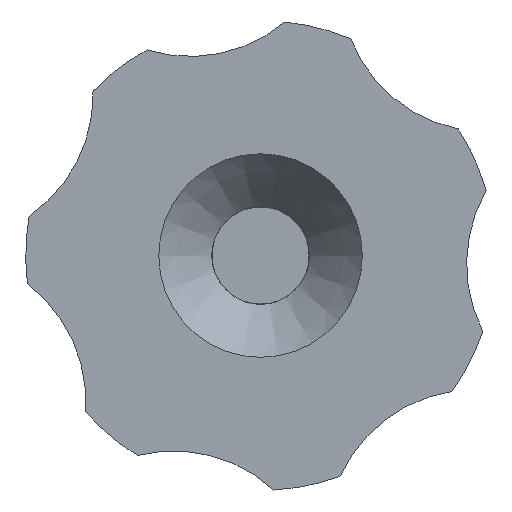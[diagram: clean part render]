
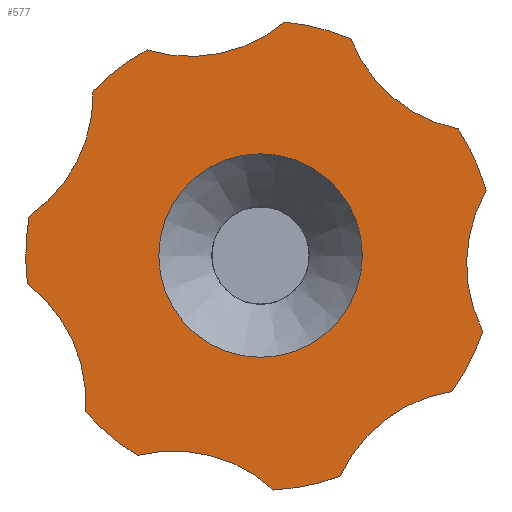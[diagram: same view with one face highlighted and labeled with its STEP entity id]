
A CAD part, front view. The second image highlights one B-rep face of the part: STEP entity #577.
In plain terms, the highlighted planar face has unit normal (0, -1, 0).
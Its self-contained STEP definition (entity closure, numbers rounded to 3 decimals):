
#61=FACE_BOUND('',#161,.T.);
#82=PLANE('',#683);
#120=FACE_OUTER_BOUND('',#160,.T.);
#160=EDGE_LOOP('',(#524,#525,#526,#527,#528,#529,#530,#531,#532,#533,#534,
#535,#536,#537));
#161=EDGE_LOOP('',(#538));
#170=CIRCLE('',#597,6.5);
#210=CIRCLE('',#656,9.391);
#211=CIRCLE('',#658,15.);
#212=CIRCLE('',#660,9.391);
#213=CIRCLE('',#662,15.);
#214=CIRCLE('',#664,9.391);
#215=CIRCLE('',#666,15.);
#216=CIRCLE('',#668,9.391);
#217=CIRCLE('',#670,15.);
#218=CIRCLE('',#672,15.);
#219=CIRCLE('',#674,9.391);
#220=CIRCLE('',#676,15.);
#221=CIRCLE('',#678,9.391);
#222=CIRCLE('',#680,15.);
#223=CIRCLE('',#682,9.391);
#226=VERTEX_POINT('',#882);
#264=VERTEX_POINT('',#1205);
#265=VERTEX_POINT('',#1212);
#266=VERTEX_POINT('',#1221);
#267=VERTEX_POINT('',#1230);
#268=VERTEX_POINT('',#1239);
#269=VERTEX_POINT('',#1248);
#270=VERTEX_POINT('',#1257);
#271=VERTEX_POINT('',#1266);
#272=VERTEX_POINT('',#1275);
#273=VERTEX_POINT('',#1284);
#274=VERTEX_POINT('',#1293);
#275=VERTEX_POINT('',#1302);
#276=VERTEX_POINT('',#1311);
#277=VERTEX_POINT('',#1320);
#281=EDGE_CURVE('',#226,#226,#170,.T.);
#338=EDGE_CURVE('',#265,#264,#210,.T.);
#341=EDGE_CURVE('',#266,#264,#211,.T.);
#343=EDGE_CURVE('',#266,#267,#212,.T.);
#345=EDGE_CURVE('',#268,#267,#213,.T.);
#347=EDGE_CURVE('',#268,#269,#214,.T.);
#349=EDGE_CURVE('',#270,#269,#215,.T.);
#351=EDGE_CURVE('',#270,#271,#216,.T.);
#352=EDGE_CURVE('',#265,#272,#217,.T.);
#355=EDGE_CURVE('',#273,#271,#218,.T.);
#357=EDGE_CURVE('',#273,#274,#219,.T.);
#359=EDGE_CURVE('',#275,#274,#220,.T.);
#361=EDGE_CURVE('',#275,#276,#221,.T.);
#363=EDGE_CURVE('',#277,#276,#222,.T.);
#364=EDGE_CURVE('',#277,#272,#223,.T.);
#524=ORIENTED_EDGE('',*,*,#352,.F.);
#525=ORIENTED_EDGE('',*,*,#338,.T.);
#526=ORIENTED_EDGE('',*,*,#341,.F.);
#527=ORIENTED_EDGE('',*,*,#343,.T.);
#528=ORIENTED_EDGE('',*,*,#345,.F.);
#529=ORIENTED_EDGE('',*,*,#347,.T.);
#530=ORIENTED_EDGE('',*,*,#349,.F.);
#531=ORIENTED_EDGE('',*,*,#351,.T.);
#532=ORIENTED_EDGE('',*,*,#355,.F.);
#533=ORIENTED_EDGE('',*,*,#357,.T.);
#534=ORIENTED_EDGE('',*,*,#359,.F.);
#535=ORIENTED_EDGE('',*,*,#361,.T.);
#536=ORIENTED_EDGE('',*,*,#363,.F.);
#537=ORIENTED_EDGE('',*,*,#364,.T.);
#538=ORIENTED_EDGE('',*,*,#281,.T.);
#577=ADVANCED_FACE('',(#120,#61),#82,.F.);
#597=AXIS2_PLACEMENT_3D('',#883,#697,#698);
#656=AXIS2_PLACEMENT_3D('',#1213,#817,#818);
#658=AXIS2_PLACEMENT_3D('',#1228,#821,#822);
#660=AXIS2_PLACEMENT_3D('',#1237,#825,#826);
#662=AXIS2_PLACEMENT_3D('',#1246,#829,#830);
#664=AXIS2_PLACEMENT_3D('',#1255,#833,#834);
#666=AXIS2_PLACEMENT_3D('',#1264,#837,#838);
#668=AXIS2_PLACEMENT_3D('',#1273,#841,#842);
#670=AXIS2_PLACEMENT_3D('',#1276,#845,#846);
#672=AXIS2_PLACEMENT_3D('',#1291,#849,#850);
#674=AXIS2_PLACEMENT_3D('',#1300,#853,#854);
#676=AXIS2_PLACEMENT_3D('',#1309,#857,#858);
#678=AXIS2_PLACEMENT_3D('',#1318,#861,#862);
#680=AXIS2_PLACEMENT_3D('',#1327,#865,#866);
#682=AXIS2_PLACEMENT_3D('',#1329,#869,#870);
#683=AXIS2_PLACEMENT_3D('',#1330,#871,#872);
#697=DIRECTION('center_axis',(0.,1.,0.));
#698=DIRECTION('ref_axis',(1.,0.,0.));
#817=DIRECTION('center_axis',(0.,1.,0.));
#818=DIRECTION('ref_axis',(1.,0.,0.));
#821=DIRECTION('center_axis',(0.,1.,0.));
#822=DIRECTION('ref_axis',(1.,0.,0.));
#825=DIRECTION('center_axis',(0.,1.,0.));
#826=DIRECTION('ref_axis',(1.,0.,0.));
#829=DIRECTION('center_axis',(0.,1.,0.));
#830=DIRECTION('ref_axis',(1.,0.,0.));
#833=DIRECTION('center_axis',(0.,1.,0.));
#834=DIRECTION('ref_axis',(1.,0.,0.));
#837=DIRECTION('center_axis',(0.,1.,0.));
#838=DIRECTION('ref_axis',(1.,0.,0.));
#841=DIRECTION('center_axis',(0.,1.,0.));
#842=DIRECTION('ref_axis',(1.,0.,0.));
#845=DIRECTION('center_axis',(0.,1.,0.));
#846=DIRECTION('ref_axis',(1.,0.,0.));
#849=DIRECTION('center_axis',(0.,1.,0.));
#850=DIRECTION('ref_axis',(1.,0.,0.));
#853=DIRECTION('center_axis',(0.,1.,0.));
#854=DIRECTION('ref_axis',(1.,0.,0.));
#857=DIRECTION('center_axis',(0.,1.,0.));
#858=DIRECTION('ref_axis',(1.,0.,0.));
#861=DIRECTION('center_axis',(0.,1.,0.));
#862=DIRECTION('ref_axis',(1.,0.,0.));
#865=DIRECTION('center_axis',(0.,1.,0.));
#866=DIRECTION('ref_axis',(1.,0.,0.));
#869=DIRECTION('center_axis',(0.,1.,0.));
#870=DIRECTION('ref_axis',(1.,0.,0.));
#871=DIRECTION('center_axis',(0.,1.,0.));
#872=DIRECTION('ref_axis',(1.,0.,0.));
#882=CARTESIAN_POINT('',(-6.5,0.,0.));
#883=CARTESIAN_POINT('Origin',(0.,0.,0.));
#1205=CARTESIAN_POINT('',(-7.249,0.,13.132));
#1212=CARTESIAN_POINT('',(1.553,0.,14.919));
#1213=CARTESIAN_POINT('Origin',(-4.489,0.,22.108));
#1221=CARTESIAN_POINT('',(-10.696,0.,10.516));
#1228=CARTESIAN_POINT('Origin',(0.,0.,0.));
#1230=CARTESIAN_POINT('',(-14.787,0.,2.52));
#1237=CARTESIAN_POINT('Origin',(-20.084,0.,10.274));
#1239=CARTESIAN_POINT('',(-14.891,0.,-1.806));
#1246=CARTESIAN_POINT('Origin',(0.,0.,0.));
#1248=CARTESIAN_POINT('',(-11.19,0.,-9.99));
#1255=CARTESIAN_POINT('Origin',(-20.555,0.,-9.296));
#1257=CARTESIAN_POINT('',(-7.873,0.,-12.768));
#1264=CARTESIAN_POINT('Origin',(0.,0.,0.));
#1266=CARTESIAN_POINT('',(0.834,0.,-14.977));
#1273=CARTESIAN_POINT('Origin',(-5.548,0.,-21.866));
#1275=CARTESIAN_POINT('',(5.747,0.,13.855));
#1276=CARTESIAN_POINT('Origin',(0.,0.,0.));
#1284=CARTESIAN_POINT('',(5.074,0.,-14.116));
#1291=CARTESIAN_POINT('Origin',(0.,0.,0.));
#1293=CARTESIAN_POINT('',(12.229,0.,-8.686));
#1300=CARTESIAN_POINT('Origin',(13.637,0.,-17.971));
#1302=CARTESIAN_POINT('',(14.2,0.,-4.834));
#1309=CARTESIAN_POINT('Origin',(0.,0.,0.));
#1311=CARTESIAN_POINT('',(14.416,0.,4.145));
#1318=CARTESIAN_POINT('Origin',(22.552,0.,-0.543));
#1320=CARTESIAN_POINT('',(12.633,0.,8.088));
#1327=CARTESIAN_POINT('Origin',(0.,0.,0.));
#1329=CARTESIAN_POINT('Origin',(14.486,0.,17.294));
#1330=CARTESIAN_POINT('Origin',(-0.292,0.,-0.029));
